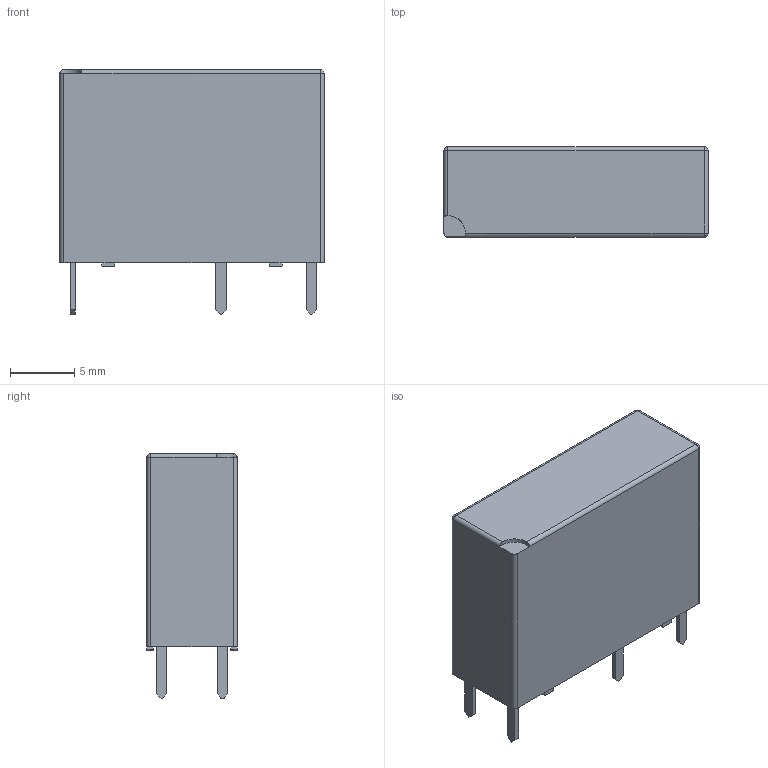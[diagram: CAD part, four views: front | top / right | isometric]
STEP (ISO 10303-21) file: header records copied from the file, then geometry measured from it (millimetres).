
FILE_DESCRIPTION(('FreeCAD Model'),'2;1');
FILE_NAME( 'G5NB_1A.step', '2020-04-13T20:29:48',('kicad StepUp'),('ksu MCAD'), 'Open CASCADE STEP processor 7.3','FreeCAD','Unknown');
FILE_SCHEMA(('AUTOMOTIVE_DESIGN { 1 0 10303 214 1 1 1 1 }'));
Length unit declared in the file: millimetre
Products named in the file (1): G5NB_1A
Bounding box: 20.5 x 7 x 19 mm (x, y, z)
Volume: 2120.7 mm3; surface area: 1149 mm2
Topology: 1 solids, 1 shells, 88 faces, 223 edges, 135 vertices
Faces by surface type: plane 63, cylinder 22, sphere 3
Entity records: 3244 total; most frequent: CARTESIAN_POINT 501, ORIENTED_EDGE 440, DIRECTION 434, EDGE_CURVE 220, LINE 178, VECTOR 178, VERTEX_POINT 135, AXIS2_PLACEMENT_3D 128
